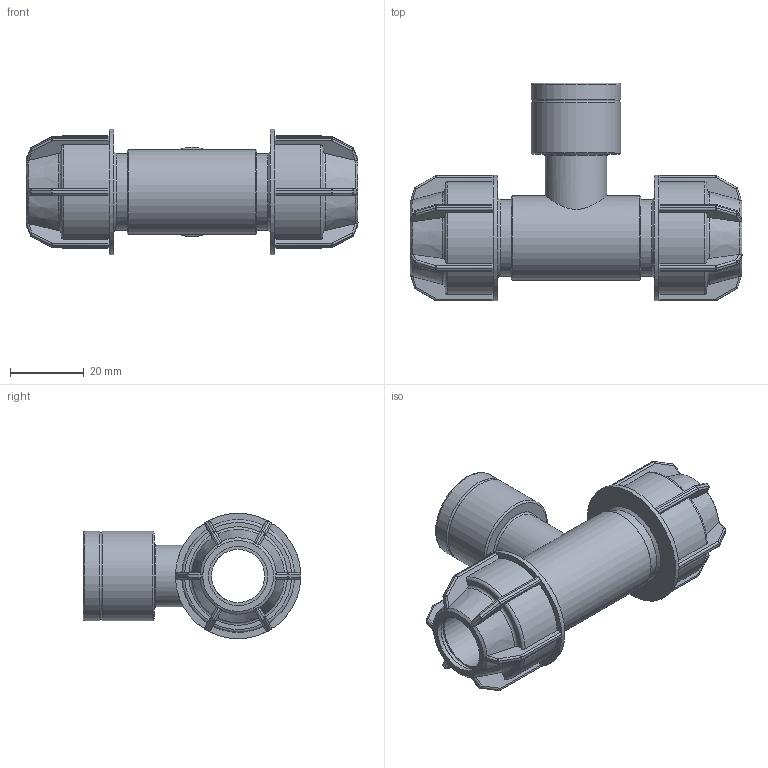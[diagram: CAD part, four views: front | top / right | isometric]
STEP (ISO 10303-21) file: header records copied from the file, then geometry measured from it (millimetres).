
FILE_DESCRIPTION(/* description */ ('PLASSON IRRIFIT TEE FEMALE ADAPTOR 16-1/2"-16'),/* implementation_level */ '2;1');
FILE_NAME(/* name */ '041407016005.ipt.stp',/* time_stamp */ '2018-04-09T12:59:48+03:00',/* author */ ('KIM'),/* organization */ (''),/* preprocessor_version */ 'ST-DEVELOPER v15.6',/* originating_system */ 'Autodesk Inventor 2015',/* authorisation */ '');
FILE_SCHEMA (('AUTOMOTIVE_DESIGN { 1 0 10303 214 3 1 1 }'));
Length unit declared in the file: millimetre
Products named in the file (1): 041407016005
Bounding box: 90 x 59 x 34 mm (x, y, z)
Volume: 35325.2 mm3; surface area: 19178 mm2
Topology: 1 solids, 1 shells, 418 faces, 986 edges, 567 vertices
Faces by surface type: plane 197, cylinder 123, sphere 48, torus 32, cone 18
Full cylindrical faces by diameter (mm): 13.042 x1, 14.4 x1, 16 x4, 16.768 x1, 18.631 x1, 20.8 x2, 22.88 x1, 24.22 x2, 34 x2
Entity records: 12128 total; most frequent: CARTESIAN_POINT 3165, DIRECTION 1888, ORIENTED_EDGE 1830, EDGE_CURVE 915, AXIS2_PLACEMENT_3D 764, VERTEX_POINT 543, EDGE_LOOP 458, FACE_OUTER_BOUND 414
